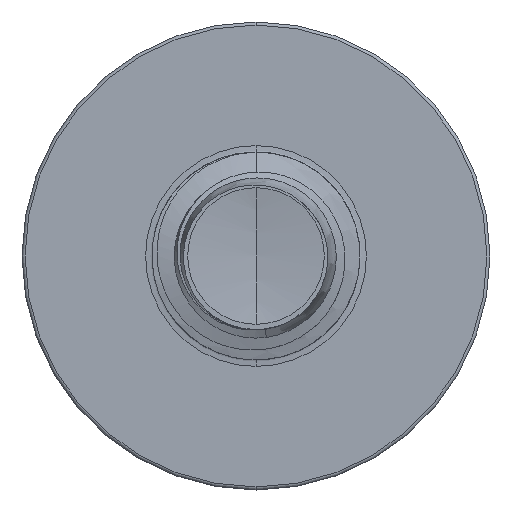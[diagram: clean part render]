
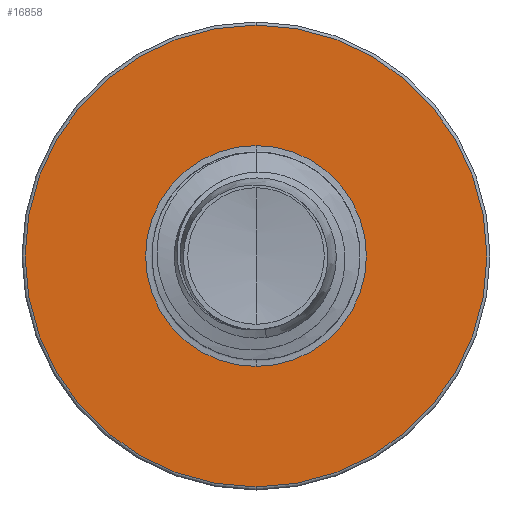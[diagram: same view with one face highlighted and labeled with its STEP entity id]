
A CAD part, front view. The second image highlights one B-rep face of the part: STEP entity #16858.
In plain terms, the highlighted planar face has unit normal (0, -1, 0).
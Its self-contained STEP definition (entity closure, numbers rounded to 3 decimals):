
#558 = FACE_BOUND ( 'NONE', #17699, .T. ) ;
#979 = CARTESIAN_POINT ( 'NONE',  ( 0., 17.5, 0. ) ) ;
#1172 = DIRECTION ( 'NONE',  ( 0., 1., 0. ) ) ;
#1244 = CARTESIAN_POINT ( 'NONE',  ( 0., 17.5, 3.186 ) ) ;
#1728 = VERTEX_POINT ( 'NONE', #11579 ) ;
#1843 = CIRCLE ( 'NONE', #31470, 3.186 ) ;
#3053 = ORIENTED_EDGE ( 'NONE', *, *, #15324, .F. ) ;
#3804 = DIRECTION ( 'NONE',  ( 0., 0., 1. ) ) ;
#4059 = CIRCLE ( 'NONE', #7685, 3.186 ) ;
#7005 = ORIENTED_EDGE ( 'NONE', *, *, #32292, .F. ) ;
#7669 = CIRCLE ( 'NONE', #14224, 6.66 ) ;
#7685 = AXIS2_PLACEMENT_3D ( 'NONE', #979, #20574, #3804 ) ;
#8162 = CARTESIAN_POINT ( 'NONE',  ( 0., 17.5, 0. ) ) ;
#8325 = CARTESIAN_POINT ( 'NONE',  ( 0., 17.5, 0. ) ) ;
#8436 = CIRCLE ( 'NONE', #21278, 6.66 ) ;
#10991 = DIRECTION ( 'NONE',  ( 0., 0., 1. ) ) ;
#11154 = DIRECTION ( 'NONE',  ( 0., 0., 1. ) ) ;
#11579 = CARTESIAN_POINT ( 'NONE',  ( 0., 17.5, 6.66 ) ) ;
#14224 = AXIS2_PLACEMENT_3D ( 'NONE', #32180, #15610, #34984 ) ;
#14661 = FACE_OUTER_BOUND ( 'NONE', #28690, .T. ) ;
#15324 = EDGE_CURVE ( 'NONE', #1728, #16981, #7669, .T. ) ;
#15610 = DIRECTION ( 'NONE',  ( 0., 1., 0. ) ) ;
#16858 = ADVANCED_FACE ( 'NONE', ( #14661, #558 ), #34596, .F. ) ;
#16981 = VERTEX_POINT ( 'NONE', #18121 ) ;
#17699 = EDGE_LOOP ( 'NONE', ( #21831, #31287 ) ) ;
#18121 = CARTESIAN_POINT ( 'NONE',  ( 0., 17.5, -6.66 ) ) ;
#19703 = EDGE_CURVE ( 'NONE', #31222, #35686, #4059, .T. ) ;
#20574 = DIRECTION ( 'NONE',  ( 0., 1., 0. ) ) ;
#20768 = DIRECTION ( 'NONE',  ( 0., 0., 1. ) ) ;
#21278 = AXIS2_PLACEMENT_3D ( 'NONE', #8162, #27612, #10991 ) ;
#21831 = ORIENTED_EDGE ( 'NONE', *, *, #28026, .T. ) ;
#24695 = AXIS2_PLACEMENT_3D ( 'NONE', #34475, #1172, #20768 ) ;
#25715 = CARTESIAN_POINT ( 'NONE',  ( 0., 17.5, -3.186 ) ) ;
#27612 = DIRECTION ( 'NONE',  ( 0., 1., 0. ) ) ;
#27763 = DIRECTION ( 'NONE',  ( 0., 1., 0. ) ) ;
#28026 = EDGE_CURVE ( 'NONE', #35686, #31222, #1843, .T. ) ;
#28690 = EDGE_LOOP ( 'NONE', ( #3053, #7005 ) ) ;
#31222 = VERTEX_POINT ( 'NONE', #25715 ) ;
#31287 = ORIENTED_EDGE ( 'NONE', *, *, #19703, .T. ) ;
#31470 = AXIS2_PLACEMENT_3D ( 'NONE', #8325, #27763, #11154 ) ;
#32180 = CARTESIAN_POINT ( 'NONE',  ( 0., 17.5, 0. ) ) ;
#32292 = EDGE_CURVE ( 'NONE', #16981, #1728, #8436, .T. ) ;
#34475 = CARTESIAN_POINT ( 'NONE',  ( 0., 17.5, -3.186 ) ) ;
#34596 = PLANE ( 'NONE',  #24695 ) ;
#34984 = DIRECTION ( 'NONE',  ( 0., 0., 1. ) ) ;
#35686 = VERTEX_POINT ( 'NONE', #1244 ) ;
